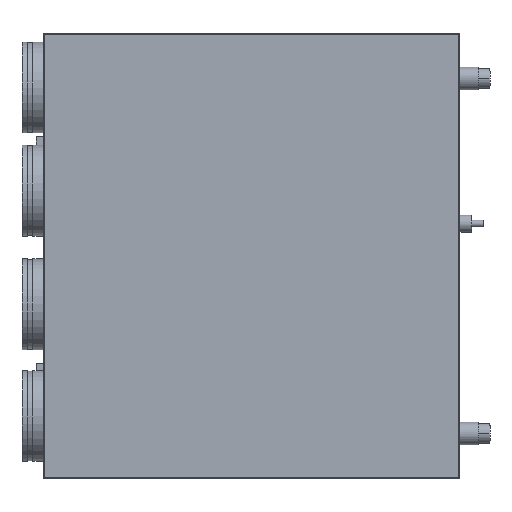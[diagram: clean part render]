
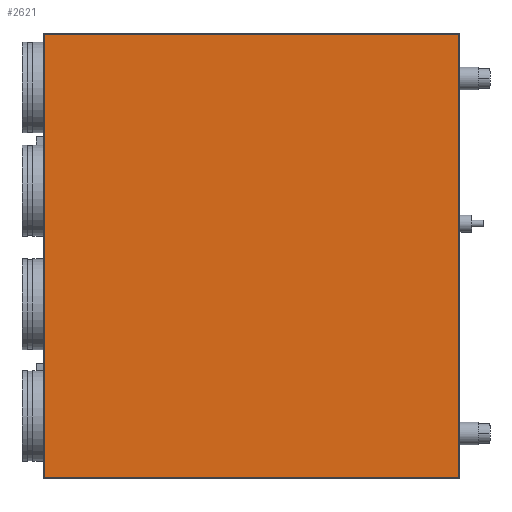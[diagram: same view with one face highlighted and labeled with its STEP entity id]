
A CAD part, left-side view. The second image highlights one B-rep face of the part: STEP entity #2621.
In plain terms, the highlighted planar face has unit normal (-1, 0, 0).
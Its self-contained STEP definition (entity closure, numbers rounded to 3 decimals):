
#2618 = ORIENTED_EDGE ( 'NONE', *, *, #2634, .T. ) ;
#2620 = EDGE_CURVE ( 'NONE', #8732, #8855, #13201, .T. ) ;
#2621 = ADVANCED_FACE ( 'NONE', ( #13261 ), #13260, .T. ) ;
#2622 = VERTEX_POINT ( 'NONE', #13255 ) ;
#2623 = EDGE_CURVE ( 'NONE', #2622, #8781, #13254, .T. ) ;
#2624 = EDGE_LOOP ( 'NONE', ( #2636, #2641, #2627, #2642, #2632, #2618, #2635, #2637 ) ) ;
#2625 = VERTEX_POINT ( 'NONE', #13250 ) ;
#2626 = EDGE_CURVE ( 'NONE', #2622, #2625, #13249, .T. ) ;
#2627 = ORIENTED_EDGE ( 'NONE', *, *, #8852, .T. ) ;
#2632 = ORIENTED_EDGE ( 'NONE', *, *, #8840, .F. ) ;
#2634 = EDGE_CURVE ( 'NONE', #8860, #8841, #13241, .T. ) ;
#2635 = ORIENTED_EDGE ( 'NONE', *, *, #8813, .T. ) ;
#2636 = ORIENTED_EDGE ( 'NONE', *, *, #2626, .F. ) ;
#2637 = ORIENTED_EDGE ( 'NONE', *, *, #2638, .T. ) ;
#2638 = EDGE_CURVE ( 'NONE', #8817, #2625, #13237, .T. ) ;
#2641 = ORIENTED_EDGE ( 'NONE', *, *, #2623, .T. ) ;
#2642 = ORIENTED_EDGE ( 'NONE', *, *, #2620, .T. ) ;
#8732 = VERTEX_POINT ( 'NONE', #15490 ) ;
#8781 = VERTEX_POINT ( 'NONE', #15565 ) ;
#8813 = EDGE_CURVE ( 'NONE', #8841, #8817, #15691, .T. ) ;
#8817 = VERTEX_POINT ( 'NONE', #15669 ) ;
#8840 = EDGE_CURVE ( 'NONE', #8860, #8855, #15746, .T. ) ;
#8841 = VERTEX_POINT ( 'NONE', #15738 ) ;
#8852 = EDGE_CURVE ( 'NONE', #8781, #8732, #15768, .T. ) ;
#8855 = VERTEX_POINT ( 'NONE', #15756 ) ;
#8860 = VERTEX_POINT ( 'NONE', #15805 ) ;
#12703 = CARTESIAN_POINT ( 'NONE',  ( -250., 732.263, 393. ) ) ;
#12945 = DIRECTION ( 'NONE',  ( 0., 0., -1. ) ) ;
#12950 = VECTOR ( 'NONE', #12945, 1000. ) ;
#13201 = LINE ( 'NONE', #12703, #12950 ) ;
#13234 = DIRECTION ( 'NONE',  ( 0., 0., 1. ) ) ;
#13235 = VECTOR ( 'NONE', #13234, 1000. ) ;
#13236 = CARTESIAN_POINT ( 'NONE',  ( -250., 1.737, 393. ) ) ;
#13237 = LINE ( 'NONE', #13236, #13235 ) ;
#13238 = DIRECTION ( 'NONE',  ( 0., 0., 1. ) ) ;
#13239 = VECTOR ( 'NONE', #13238, 1000. ) ;
#13240 = CARTESIAN_POINT ( 'NONE',  ( -250., 1.737, 393. ) ) ;
#13241 = LINE ( 'NONE', #13240, #13239 ) ;
#13246 = DIRECTION ( 'NONE',  ( 0., -1., 0. ) ) ;
#13247 = VECTOR ( 'NONE', #13246, 1000. ) ;
#13248 = CARTESIAN_POINT ( 'NONE',  ( -250., 1., 393. ) ) ;
#13249 = LINE ( 'NONE', #13248, #13247 ) ;
#13250 = CARTESIAN_POINT ( 'NONE',  ( -250., 1.737, 393. ) ) ;
#13251 = DIRECTION ( 'NONE',  ( 0., 0., -1. ) ) ;
#13252 = VECTOR ( 'NONE', #13251, 1000. ) ;
#13253 = CARTESIAN_POINT ( 'NONE',  ( -250., 732.263, 393. ) ) ;
#13254 = LINE ( 'NONE', #13253, #13252 ) ;
#13255 = CARTESIAN_POINT ( 'NONE',  ( -250., 732.263, 393. ) ) ;
#13256 = DIRECTION ( 'NONE',  ( 0., -1., 0. ) ) ;
#13257 = DIRECTION ( 'NONE',  ( -1., 0., 0. ) ) ;
#13258 = CARTESIAN_POINT ( 'NONE',  ( -250., 1., 393. ) ) ;
#13259 = AXIS2_PLACEMENT_3D ( 'NONE', #13258, #13257, #13256 ) ;
#13260 = PLANE ( 'NONE',  #13259 ) ;
#13261 = FACE_OUTER_BOUND ( 'NONE', #2624, .T. ) ;
#15490 = CARTESIAN_POINT ( 'NONE',  ( -250., 732.263, -391.263 ) ) ;
#15565 = CARTESIAN_POINT ( 'NONE',  ( -250., 732.263, 391.263 ) ) ;
#15669 = CARTESIAN_POINT ( 'NONE',  ( -250., 1.737, 391.263 ) ) ;
#15688 = DIRECTION ( 'NONE',  ( 0., 0., 1. ) ) ;
#15689 = VECTOR ( 'NONE', #15688, 1000. ) ;
#15690 = CARTESIAN_POINT ( 'NONE',  ( -250., 1.737, 393. ) ) ;
#15691 = LINE ( 'NONE', #15690, #15689 ) ;
#15738 = CARTESIAN_POINT ( 'NONE',  ( -250., 1.737, -391.263 ) ) ;
#15739 = DIRECTION ( 'NONE',  ( 0., 1., 0. ) ) ;
#15740 = VECTOR ( 'NONE', #15739, 1000. ) ;
#15741 = CARTESIAN_POINT ( 'NONE',  ( -250., 734., -393. ) ) ;
#15746 = LINE ( 'NONE', #15741, #15740 ) ;
#15756 = CARTESIAN_POINT ( 'NONE',  ( -250., 732.263, -393. ) ) ;
#15765 = DIRECTION ( 'NONE',  ( 0., 0., -1. ) ) ;
#15766 = VECTOR ( 'NONE', #15765, 1000. ) ;
#15767 = CARTESIAN_POINT ( 'NONE',  ( -250., 732.263, 393. ) ) ;
#15768 = LINE ( 'NONE', #15767, #15766 ) ;
#15805 = CARTESIAN_POINT ( 'NONE',  ( -250., 1.737, -393. ) ) ;
